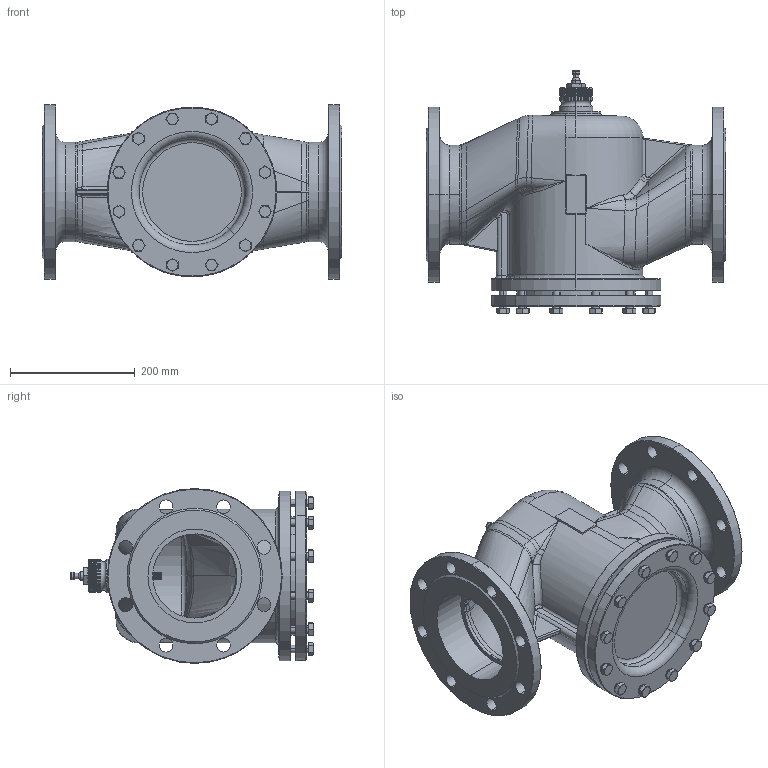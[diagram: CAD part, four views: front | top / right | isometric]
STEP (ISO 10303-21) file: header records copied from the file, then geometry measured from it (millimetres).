
FILE_DESCRIPTION((''),'2;1');
FILE_NAME('3D_STEP_CAD_MODEL_OF__SW0001','2023-03-28T18:55:48',('phili'),(''),'CREO PARAMETRIC BY PTC INC, 2019010','CREO PARAMETRIC BY PTC INC, 2019010','');
FILE_SCHEMA(('CONFIG_CONTROL_DESIGN'));
Products named in the file (1): 3D_STEP_CAD_MODEL_OF__SW0001
Bounding box: 480 x 389.05 x 280 mm (x, y, z)
Surface area: 1169535.4 mm2 (no closed solid volume)
Topology: 0 solids, 73 shells, 998 faces, 3050 edges, 2052 vertices
Faces by surface type: bspline 336, cylinder 263, plane 193, cone 141, torus 59, extrusion 6
Entity records: 107725 total; most frequent: CARTESIAN_POINT 84010, ORIENTED_EDGE 5114, DIRECTION 3836, EDGE_CURVE 3043, VERTEX_POINT 2052, AXIS2_PLACEMENT_3D 1501, B_SPLINE_CURVE_WITH_KNOTS 1376, EDGE_LOOP 1106
